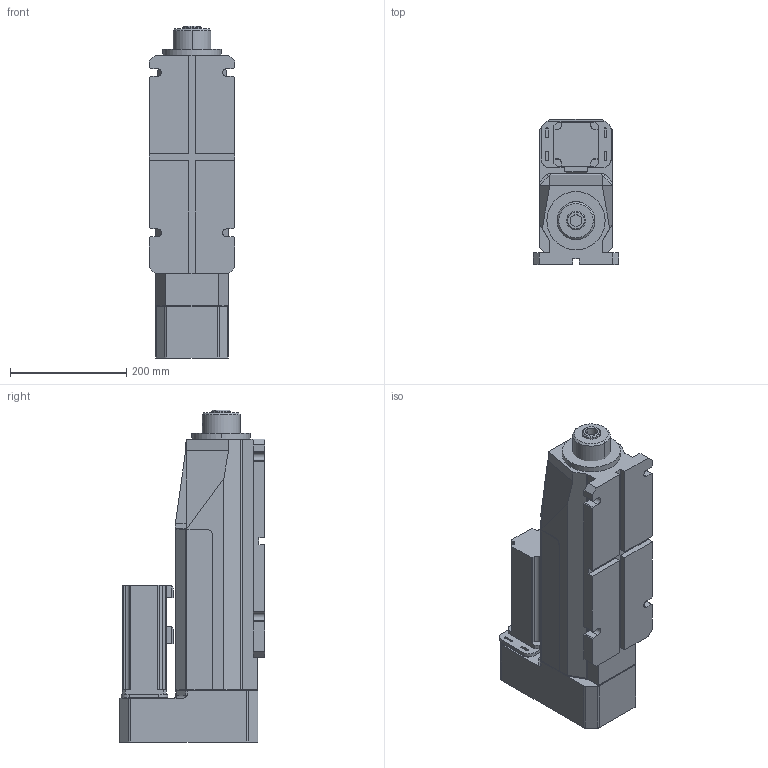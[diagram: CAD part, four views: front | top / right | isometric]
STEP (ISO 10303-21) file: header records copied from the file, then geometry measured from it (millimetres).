
FILE_DESCRIPTION (( 'STEP AP203' ), '1' );
FILE_NAME ('JPU-1004L外形図.STEP', '2007-05-30T04:56:10', ( '' ), ( '' ), 'SwSTEP 2.0', 'SolidWorks 2006104', '' );
FILE_SCHEMA (( 'CONFIG_CONTROL_DESIGN' ));
Length unit declared in the file: millimetre
Products named in the file (3): JPU-1004L_蹬怮椔; 儔儉_棉太倌; JPU-1004L外形図
Assembly tree (2 placements, depth 2):
  JPU-1004L外形図
    JPU-1004L_蹬怮椔
    儔儉_棉太倌
Bounding box: 146 x 250 x 570 mm (x, y, z)
Volume: 11467593.5 mm3; surface area: 499478.7 mm2
Topology: 2 solids, 2 shells, 271 faces, 732 edges, 478 vertices
Faces by surface type: plane 177, cylinder 86, bspline 4, cone 4
Entity records: 9041 total; most frequent: CARTESIAN_POINT 1798, ORIENTED_EDGE 1464, DIRECTION 1442, EDGE_CURVE 732, LINE 538, VECTOR 538, VERTEX_POINT 478, AXIS2_PLACEMENT_3D 452
